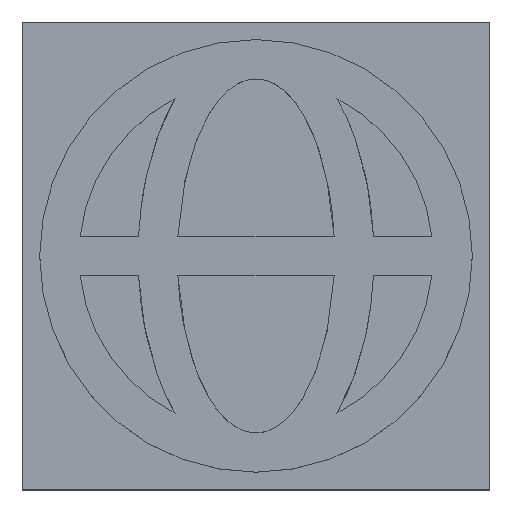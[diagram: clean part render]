
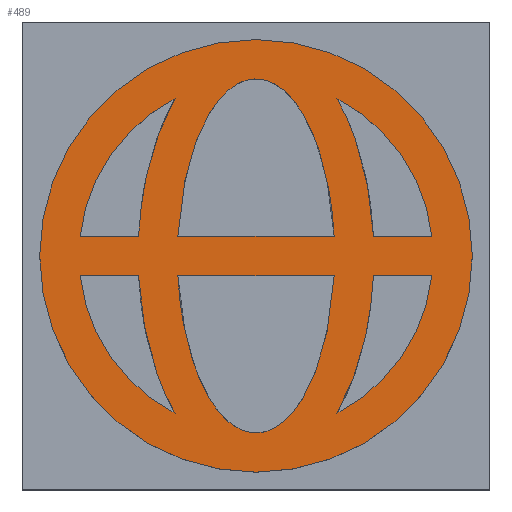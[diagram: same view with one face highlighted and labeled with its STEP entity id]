
A CAD part, top view. The second image highlights one B-rep face of the part: STEP entity #489.
In plain terms, the highlighted planar face has unit normal (0, 0, 1).
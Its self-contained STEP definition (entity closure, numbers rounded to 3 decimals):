
#14=FACE_BOUND('',#103,.T.);
#15=FACE_BOUND('',#104,.T.);
#16=FACE_BOUND('',#105,.T.);
#17=FACE_BOUND('',#106,.T.);
#18=FACE_BOUND('',#107,.T.);
#19=FACE_BOUND('',#108,.T.);
#22=CIRCLE('',#521,4.5);
#24=CIRCLE('',#529,4.5);
#26=CIRCLE('',#534,4.5);
#28=CIRCLE('',#541,4.5);
#29=CIRCLE('',#547,5.5);
#42=PLANE('',#549);
#72=FACE_OUTER_BOUND('',#102,.T.);
#102=EDGE_LOOP('',(#389));
#103=EDGE_LOOP('',(#390,#391));
#104=EDGE_LOOP('',(#392,#393,#394));
#105=EDGE_LOOP('',(#395,#396,#397));
#106=EDGE_LOOP('',(#398,#399,#400));
#107=EDGE_LOOP('',(#401,#402,#403));
#108=EDGE_LOOP('',(#404,#405));
#125=LINE('',#718,#166);
#130=LINE('',#741,#171);
#135=LINE('',#764,#176);
#138=LINE('',#772,#179);
#145=LINE('',#810,#186);
#149=LINE('',#831,#190);
#166=VECTOR('',#573,10.);
#171=VECTOR('',#590,10.);
#176=VECTOR('',#607,10.);
#179=VECTOR('',#612,10.);
#186=VECTOR('',#641,10.);
#190=VECTOR('',#651,10.);
#205=ELLIPSE('',#517,4.5,2.);
#207=ELLIPSE('',#523,5.5,3.);
#209=ELLIPSE('',#526,5.5,3.);
#211=ELLIPSE('',#536,5.5,3.);
#213=ELLIPSE('',#538,5.5,3.);
#215=ELLIPSE('',#544,4.5,2.);
#218=VERTEX_POINT('',#711);
#219=VERTEX_POINT('',#713);
#222=VERTEX_POINT('',#723);
#223=VERTEX_POINT('',#725);
#225=VERTEX_POINT('',#736);
#228=VERTEX_POINT('',#751);
#229=VERTEX_POINT('',#753);
#231=VERTEX_POINT('',#759);
#234=VERTEX_POINT('',#769);
#235=VERTEX_POINT('',#771);
#237=VERTEX_POINT('',#777);
#240=VERTEX_POINT('',#797);
#241=VERTEX_POINT('',#799);
#243=VERTEX_POINT('',#805);
#246=VERTEX_POINT('',#824);
#247=VERTEX_POINT('',#826);
#248=VERTEX_POINT('',#833);
#260=EDGE_CURVE('',#219,#218,#205,.T.);
#263=EDGE_CURVE('',#218,#219,#125,.T.);
#266=EDGE_CURVE('',#223,#222,#22,.T.);
#269=EDGE_CURVE('',#225,#223,#207,.T.);
#272=EDGE_CURVE('',#222,#225,#130,.T.);
#275=EDGE_CURVE('',#229,#228,#209,.T.);
#278=EDGE_CURVE('',#231,#229,#24,.T.);
#281=EDGE_CURVE('',#228,#231,#135,.T.);
#284=EDGE_CURVE('',#235,#234,#138,.T.);
#287=EDGE_CURVE('',#237,#235,#26,.T.);
#290=EDGE_CURVE('',#234,#237,#211,.T.);
#293=EDGE_CURVE('',#241,#240,#213,.T.);
#296=EDGE_CURVE('',#243,#241,#28,.T.);
#299=EDGE_CURVE('',#240,#243,#145,.T.);
#302=EDGE_CURVE('',#247,#246,#215,.T.);
#305=EDGE_CURVE('',#246,#247,#149,.T.);
#306=EDGE_CURVE('',#248,#248,#29,.T.);
#389=ORIENTED_EDGE('',*,*,#306,.T.);
#390=ORIENTED_EDGE('',*,*,#305,.T.);
#391=ORIENTED_EDGE('',*,*,#302,.T.);
#392=ORIENTED_EDGE('',*,*,#299,.T.);
#393=ORIENTED_EDGE('',*,*,#296,.T.);
#394=ORIENTED_EDGE('',*,*,#293,.T.);
#395=ORIENTED_EDGE('',*,*,#290,.T.);
#396=ORIENTED_EDGE('',*,*,#287,.T.);
#397=ORIENTED_EDGE('',*,*,#284,.T.);
#398=ORIENTED_EDGE('',*,*,#281,.T.);
#399=ORIENTED_EDGE('',*,*,#278,.T.);
#400=ORIENTED_EDGE('',*,*,#275,.T.);
#401=ORIENTED_EDGE('',*,*,#272,.T.);
#402=ORIENTED_EDGE('',*,*,#269,.T.);
#403=ORIENTED_EDGE('',*,*,#266,.T.);
#404=ORIENTED_EDGE('',*,*,#263,.T.);
#405=ORIENTED_EDGE('',*,*,#260,.T.);
#489=ADVANCED_FACE('',(#72,#14,#15,#16,#17,#18,#19),#42,.T.);
#517=AXIS2_PLACEMENT_3D('',#714,#567,#568);
#521=AXIS2_PLACEMENT_3D('',#726,#579,#580);
#523=AXIS2_PLACEMENT_3D('',#737,#584,#585);
#526=AXIS2_PLACEMENT_3D('',#754,#594,#595);
#529=AXIS2_PLACEMENT_3D('',#760,#601,#602);
#534=AXIS2_PLACEMENT_3D('',#778,#618,#619);
#536=AXIS2_PLACEMENT_3D('',#787,#623,#624);
#538=AXIS2_PLACEMENT_3D('',#800,#628,#629);
#541=AXIS2_PLACEMENT_3D('',#806,#635,#636);
#544=AXIS2_PLACEMENT_3D('',#827,#645,#646);
#547=AXIS2_PLACEMENT_3D('',#834,#654,#655);
#549=AXIS2_PLACEMENT_3D('',#838,#659,#660);
#567=DIRECTION('center_axis',(0.,0.,-1.));
#568=DIRECTION('ref_axis',(0.,1.,0.));
#573=DIRECTION('',(-1.,0.,0.));
#579=DIRECTION('center_axis',(0.,0.,-1.));
#580=DIRECTION('ref_axis',(-0.995,-0.104,0.));
#584=DIRECTION('center_axis',(0.,0.,1.));
#585=DIRECTION('ref_axis',(0.,1.,0.));
#590=DIRECTION('',(1.,0.,0.));
#594=DIRECTION('center_axis',(0.,0.,1.));
#595=DIRECTION('ref_axis',(0.,1.,0.));
#601=DIRECTION('center_axis',(0.,0.,-1.));
#602=DIRECTION('ref_axis',(-0.457,0.889,0.));
#607=DIRECTION('',(-1.,0.,0.));
#612=DIRECTION('',(-1.,0.,0.));
#618=DIRECTION('center_axis',(0.,0.,-1.));
#619=DIRECTION('ref_axis',(0.994,0.111,0.));
#623=DIRECTION('center_axis',(0.,0.,1.));
#624=DIRECTION('ref_axis',(0.,1.,0.));
#628=DIRECTION('center_axis',(0.,0.,1.));
#629=DIRECTION('ref_axis',(0.,1.,0.));
#635=DIRECTION('center_axis',(0.,0.,-1.));
#636=DIRECTION('ref_axis',(0.457,-0.889,0.));
#641=DIRECTION('',(1.,0.,0.));
#645=DIRECTION('center_axis',(0.,0.,-1.));
#646=DIRECTION('ref_axis',(0.,1.,0.));
#651=DIRECTION('',(1.,0.,0.));
#654=DIRECTION('center_axis',(0.,0.,1.));
#655=DIRECTION('ref_axis',(1.,0.,0.));
#659=DIRECTION('center_axis',(0.,0.,1.));
#660=DIRECTION('ref_axis',(1.,0.,0.));
#711=CARTESIAN_POINT('',(1.988,0.5,1.));
#713=CARTESIAN_POINT('',(-1.988,0.5,1.));
#714=CARTESIAN_POINT('Origin',(0.,0.,1.));
#718=CARTESIAN_POINT('',(-1.988,0.5,1.));
#723=CARTESIAN_POINT('',(-4.472,-0.5,1.));
#725=CARTESIAN_POINT('',(-2.058,-4.002,1.));
#726=CARTESIAN_POINT('Origin',(0.,0.,1.));
#736=CARTESIAN_POINT('',(-2.988,-0.5,1.));
#737=CARTESIAN_POINT('Origin',(0.,0.,1.));
#741=CARTESIAN_POINT('',(-2.988,-0.5,1.));
#751=CARTESIAN_POINT('',(-2.988,0.5,1.));
#753=CARTESIAN_POINT('',(-2.058,4.002,1.));
#754=CARTESIAN_POINT('Origin',(0.,0.,1.));
#759=CARTESIAN_POINT('',(-4.472,0.5,1.));
#760=CARTESIAN_POINT('Origin',(0.,0.,1.));
#764=CARTESIAN_POINT('',(-4.472,0.5,1.));
#769=CARTESIAN_POINT('',(2.988,0.5,1.));
#771=CARTESIAN_POINT('',(4.472,0.5,1.));
#772=CARTESIAN_POINT('',(2.988,0.5,1.));
#777=CARTESIAN_POINT('',(2.058,4.002,1.));
#778=CARTESIAN_POINT('Origin',(0.,0.,1.));
#787=CARTESIAN_POINT('Origin',(0.,0.,1.));
#797=CARTESIAN_POINT('',(2.988,-0.5,1.));
#799=CARTESIAN_POINT('',(2.058,-4.002,1.));
#800=CARTESIAN_POINT('Origin',(0.,0.,1.));
#805=CARTESIAN_POINT('',(4.472,-0.5,1.));
#806=CARTESIAN_POINT('Origin',(0.,0.,1.));
#810=CARTESIAN_POINT('',(4.472,-0.5,1.));
#824=CARTESIAN_POINT('',(-1.988,-0.5,1.));
#826=CARTESIAN_POINT('',(1.988,-0.5,1.));
#827=CARTESIAN_POINT('Origin',(0.,0.,1.));
#831=CARTESIAN_POINT('',(1.988,-0.5,1.));
#833=CARTESIAN_POINT('',(-5.5,0.,1.));
#834=CARTESIAN_POINT('Origin',(0.,0.,1.));
#838=CARTESIAN_POINT('Origin',(0.,0.,1.));
